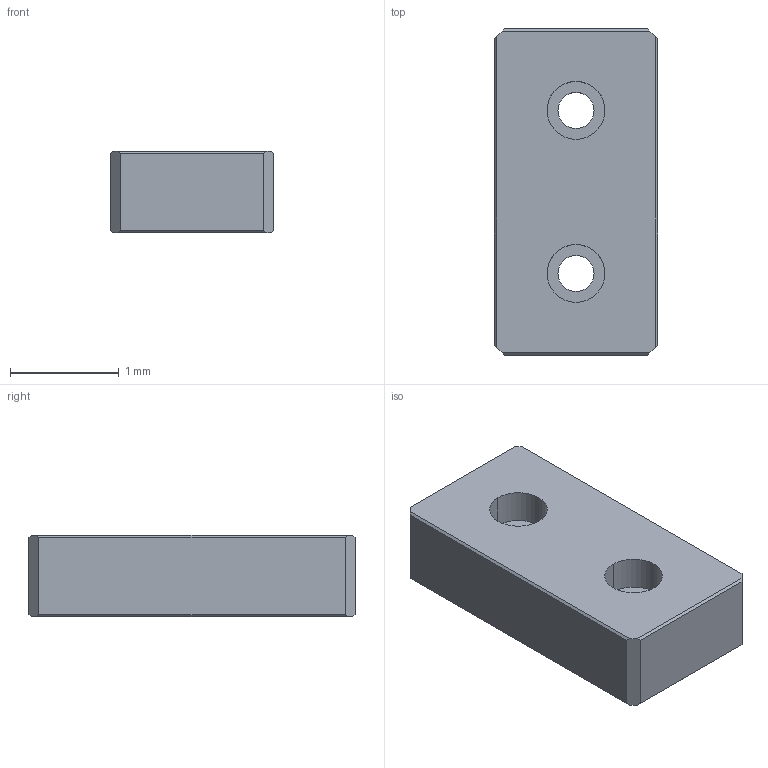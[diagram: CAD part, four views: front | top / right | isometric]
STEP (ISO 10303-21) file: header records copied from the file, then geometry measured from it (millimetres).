
FILE_DESCRIPTION((''),'2;1');
FILE_NAME('15AC8709.stp','2015-07-16T11:09:47',(''),(''),'Mechanical Desktop 2011','Mechanical Desktop 2011',', , ');
FILE_SCHEMA(('CONFIG_CONTROL_DESIGN'));
Length unit declared in the file: millimetre
Products named in the file (1): Product
Bounding box: 1.5 x 3 x 0.75 mm (x, y, z)
Volume: 3.1 mm3; surface area: 17.1 mm2
Topology: 1 solids, 1 shells, 31 faces, 78 edges, 52 vertices
Faces by surface type: plane 21, cylinder 8, torus 2
Entity records: 1037 total; most frequent: DIRECTION 164, CARTESIAN_POINT 162, ORIENTED_EDGE 156, EDGE_CURVE 78, VECTOR 56, LINE 56, AXIS2_PLACEMENT_3D 54, VERTEX_POINT 52
